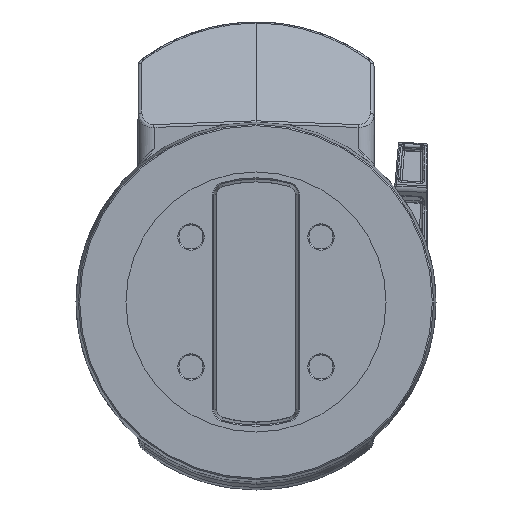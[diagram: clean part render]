
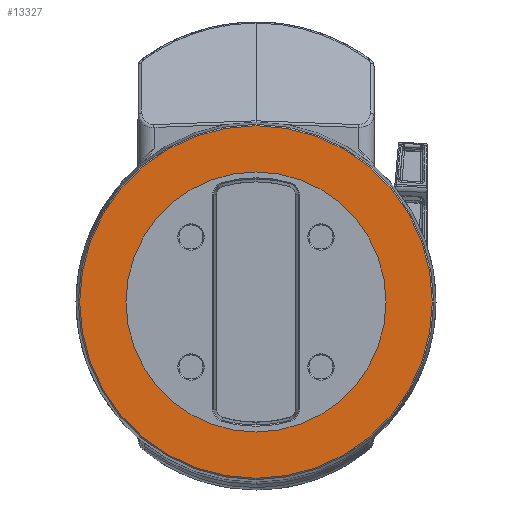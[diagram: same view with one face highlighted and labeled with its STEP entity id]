
A CAD part, front view. The second image highlights one B-rep face of the part: STEP entity #13327.
In plain terms, the highlighted planar face has unit normal (0, -1, 0).
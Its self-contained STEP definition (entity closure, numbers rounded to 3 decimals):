
#376 = ORIENTED_EDGE ( 'NONE', *, *, #13538, .F. ) ;
#569 = ORIENTED_EDGE ( 'NONE', *, *, #13458, .F. ) ;
#587 = ORIENTED_EDGE ( 'NONE', *, *, #13340, .T. ) ;
#600 = ORIENTED_EDGE ( 'NONE', *, *, #13291, .T. ) ;
#1269 = CARTESIAN_POINT ( 'NONE',  ( -1.624, -81.775, -89.08 ) ) ;
#1283 = CARTESIAN_POINT ( 'NONE',  ( -1.624, -81.775, -0.92 ) ) ;
#1306 = CARTESIAN_POINT ( 'NONE',  ( -1.624, -81.775, -12.5 ) ) ;
#1307 = CARTESIAN_POINT ( 'NONE',  ( -1.624, -81.775, -77.5 ) ) ;
#1982 = EDGE_LOOP ( 'NONE', ( #569, #376 ) ) ;
#2300 = EDGE_LOOP ( 'NONE', ( #587, #600 ) ) ;
#4262 = FACE_BOUND ( 'NONE', #1982, .T. ) ;
#4577 = FACE_OUTER_BOUND ( 'NONE', #2300, .T. ) ;
#6102 = CARTESIAN_POINT ( 'NONE',  ( -1.624, -81.775, -45. ) ) ;
#6254 = DIRECTION ( 'NONE',  ( 0., 0., -1. ) ) ;
#6472 = CARTESIAN_POINT ( 'NONE',  ( -1.624, -81.775, -45. ) ) ;
#6480 = DIRECTION ( 'NONE',  ( 0., -1., 0. ) ) ;
#6614 = DIRECTION ( 'NONE',  ( 0., -1., 0. ) ) ;
#6619 = DIRECTION ( 'NONE',  ( 0., 0., -1. ) ) ;
#6976 = AXIS2_PLACEMENT_3D ( 'NONE', #6102, #6614, #6619 ) ;
#6981 = AXIS2_PLACEMENT_3D ( 'NONE', #7651, #7894, #8189 ) ;
#7011 = CIRCLE ( 'NONE', #7507, 32.5 ) ;
#7014 = AXIS2_PLACEMENT_3D ( 'NONE', #7237, #7661, #7679 ) ;
#7182 = CIRCLE ( 'NONE', #7014, 44.08 ) ;
#7237 = CARTESIAN_POINT ( 'NONE',  ( -1.624, -81.775, -45. ) ) ;
#7243 = CIRCLE ( 'NONE', #7356, 44.08 ) ;
#7356 = AXIS2_PLACEMENT_3D ( 'NONE', #7594, #7495, #7558 ) ;
#7495 = DIRECTION ( 'NONE',  ( 0., -1., 0. ) ) ;
#7507 = AXIS2_PLACEMENT_3D ( 'NONE', #6472, #6480, #6254 ) ;
#7558 = DIRECTION ( 'NONE',  ( 0., 0., -1. ) ) ;
#7565 = CIRCLE ( 'NONE', #6976, 32.5 ) ;
#7594 = CARTESIAN_POINT ( 'NONE',  ( -1.624, -81.775, -45. ) ) ;
#7599 = PLANE ( 'NONE',  #6981 ) ;
#7651 = CARTESIAN_POINT ( 'NONE',  ( -1.624, -81.775, -45. ) ) ;
#7661 = DIRECTION ( 'NONE',  ( 0., -1., 0. ) ) ;
#7679 = DIRECTION ( 'NONE',  ( 0., 0., -1. ) ) ;
#7894 = DIRECTION ( 'NONE',  ( 0., -1., 0. ) ) ;
#8189 = DIRECTION ( 'NONE',  ( 0., 0., -1. ) ) ;
#13291 = EDGE_CURVE ( 'NONE', #14813, #14814, #7182, .T. ) ;
#13327 = ADVANCED_FACE ( 'NONE', ( #4577, #4262 ), #7599, .T. ) ;
#13340 = EDGE_CURVE ( 'NONE', #14814, #14813, #7243, .T. ) ;
#13458 = EDGE_CURVE ( 'NONE', #14852, #14851, #7565, .T. ) ;
#13538 = EDGE_CURVE ( 'NONE', #14851, #14852, #7011, .T. ) ;
#14813 = VERTEX_POINT ( 'NONE', #1269 ) ;
#14814 = VERTEX_POINT ( 'NONE', #1283 ) ;
#14851 = VERTEX_POINT ( 'NONE', #1307 ) ;
#14852 = VERTEX_POINT ( 'NONE', #1306 ) ;
